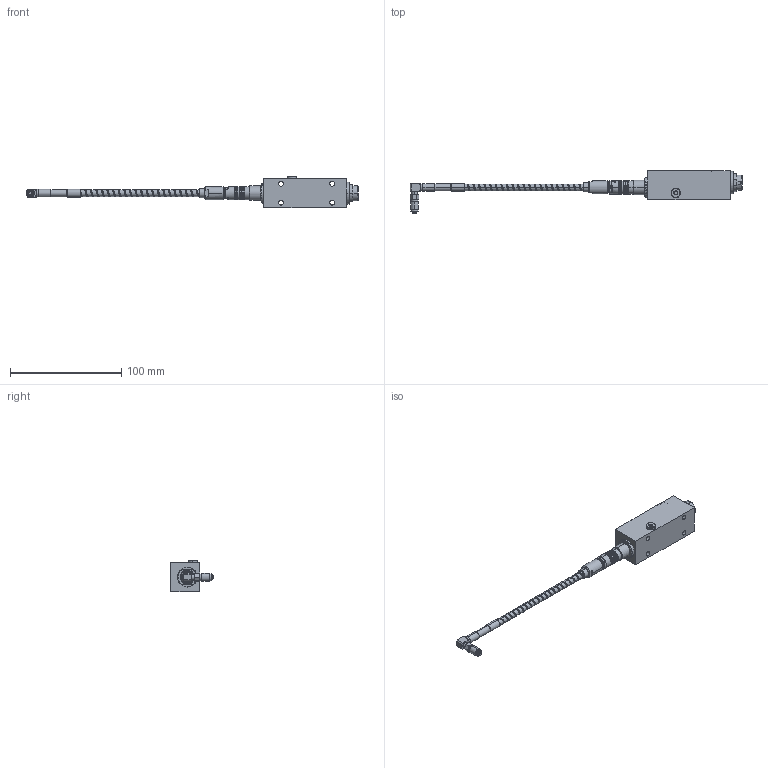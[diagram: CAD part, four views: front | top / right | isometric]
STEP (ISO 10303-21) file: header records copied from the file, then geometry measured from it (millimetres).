
FILE_DESCRIPTION (( 'STEP AP214' ), '1' );
FILE_NAME ('4004A_Komp.STEP', '2023-02-10T09:55:11', ( '' ), ( '' ), 'SwSTEP 2.0', 'SolidWorks 2020', '' );
FILE_SCHEMA (( 'AUTOMOTIVE_DESIGN' ));
Length unit declared in the file: millimetre
Products named in the file (1): 4004A_Komp
Bounding box: 297.97 x 38.75 x 28.1 mm (x, y, z)
Volume: 61465.8 mm3; surface area: 17937.9 mm2
Topology: 1 solids, 1 shells, 627 faces, 1652 edges, 1068 vertices
Faces by surface type: cylinder 270, plane 127, cone 104, bspline 89, sphere 24, torus 13
Entity records: 37978 total; most frequent: CARTESIAN_POINT 23524, ORIENTED_EDGE 3216, DIRECTION 2693, EDGE_CURVE 1608, AXIS2_PLACEMENT_3D 1089, VERTEX_POINT 1048, EDGE_LOOP 700, FACE_OUTER_BOUND 627
